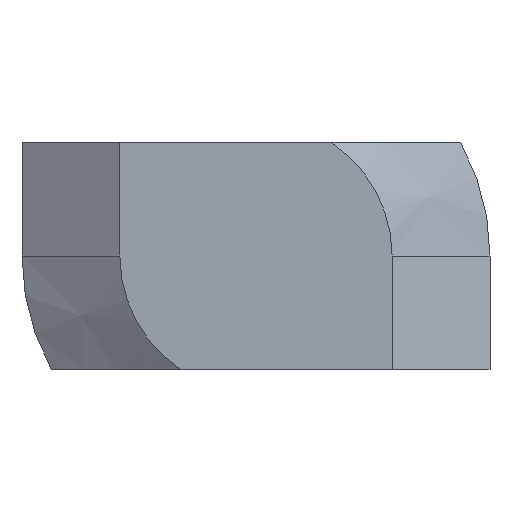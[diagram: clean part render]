
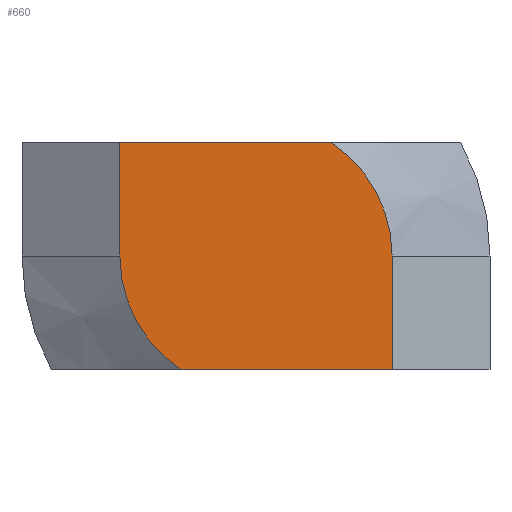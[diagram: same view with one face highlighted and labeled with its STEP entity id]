
A CAD part, front view. The second image highlights one B-rep face of the part: STEP entity #660.
In plain terms, the highlighted planar face has unit normal (0, -1, 0).
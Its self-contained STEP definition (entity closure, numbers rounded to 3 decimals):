
#9 = DIRECTION ( 'NONE',  ( -1., 0., 0. ) ) ;
#22 = DIRECTION ( 'NONE',  ( 0., 0., 1. ) ) ;
#37 = PLANE ( 'NONE',  #563 ) ;
#38 = DIRECTION ( 'NONE',  ( 0., -1., 0. ) ) ;
#43 = VERTEX_POINT ( 'NONE', #249 ) ;
#47 = ORIENTED_EDGE ( 'NONE', *, *, #310, .T. ) ;
#48 = VERTEX_POINT ( 'NONE', #586 ) ;
#78 = LINE ( 'NONE', #315, #282 ) ;
#108 = LINE ( 'NONE', #176, #624 ) ;
#141 = CARTESIAN_POINT ( 'NONE',  ( -4.8, 0., 0. ) ) ;
#144 = CARTESIAN_POINT ( 'NONE',  ( 4.8, 0., -8.25 ) ) ;
#156 = EDGE_LOOP ( 'NONE', ( #221, #627, #239, #407, #185, #47 ) ) ;
#176 = CARTESIAN_POINT ( 'NONE',  ( 8.25, 0., 4. ) ) ;
#185 = ORIENTED_EDGE ( 'NONE', *, *, #736, .T. ) ;
#221 = ORIENTED_EDGE ( 'NONE', *, *, #422, .F. ) ;
#229 = DIRECTION ( 'NONE',  ( 0., 0., -1. ) ) ;
#239 = ORIENTED_EDGE ( 'NONE', *, *, #579, .T. ) ;
#248 = AXIS2_PLACEMENT_3D ( 'NONE', #461, #38, #324 ) ;
#249 = CARTESIAN_POINT ( 'NONE',  ( 2.653, 0., 4. ) ) ;
#252 = DIRECTION ( 'NONE',  ( 0., -1., 0. ) ) ;
#254 = EDGE_CURVE ( 'NONE', #681, #48, #78, .T. ) ;
#266 = DIRECTION ( 'NONE',  ( 0., 1., 0. ) ) ;
#282 = VECTOR ( 'NONE', #496, 1000. ) ;
#299 = CARTESIAN_POINT ( 'NONE',  ( 0., 0., 0. ) ) ;
#310 = EDGE_CURVE ( 'NONE', #583, #43, #371, .T. ) ;
#315 = CARTESIAN_POINT ( 'NONE',  ( 8.25, 0., -4. ) ) ;
#324 = DIRECTION ( 'NONE',  ( 1., 0., 0. ) ) ;
#326 = CARTESIAN_POINT ( 'NONE',  ( 8.25, 0., 4. ) ) ;
#331 = CIRCLE ( 'NONE', #651, 4.8 ) ;
#371 = CIRCLE ( 'NONE', #248, 4.8 ) ;
#374 = CARTESIAN_POINT ( 'NONE',  ( -4.8, 0., 4. ) ) ;
#406 = CARTESIAN_POINT ( 'NONE',  ( -4.8, 0., 4. ) ) ;
#407 = ORIENTED_EDGE ( 'NONE', *, *, #254, .T. ) ;
#422 = EDGE_CURVE ( 'NONE', #517, #43, #108, .T. ) ;
#439 = CARTESIAN_POINT ( 'NONE',  ( -2.653, 0., -4. ) ) ;
#452 = EDGE_CURVE ( 'NONE', #517, #588, #693, .T. ) ;
#461 = CARTESIAN_POINT ( 'NONE',  ( 0., 0., 0. ) ) ;
#470 = VECTOR ( 'NONE', #229, 1000. ) ;
#496 = DIRECTION ( 'NONE',  ( 1., 0., 0. ) ) ;
#501 = VECTOR ( 'NONE', #676, 1000. ) ;
#517 = VERTEX_POINT ( 'NONE', #374 ) ;
#529 = DIRECTION ( 'NONE',  ( 1., 0., 0. ) ) ;
#554 = FACE_OUTER_BOUND ( 'NONE', #156, .T. ) ;
#563 = AXIS2_PLACEMENT_3D ( 'NONE', #326, #266, #22 ) ;
#579 = EDGE_CURVE ( 'NONE', #588, #681, #331, .T. ) ;
#583 = VERTEX_POINT ( 'NONE', #607 ) ;
#586 = CARTESIAN_POINT ( 'NONE',  ( 4.8, 0., -4. ) ) ;
#588 = VERTEX_POINT ( 'NONE', #141 ) ;
#607 = CARTESIAN_POINT ( 'NONE',  ( 4.8, 0., 0. ) ) ;
#617 = LINE ( 'NONE', #144, #501 ) ;
#624 = VECTOR ( 'NONE', #529, 1000. ) ;
#627 = ORIENTED_EDGE ( 'NONE', *, *, #452, .T. ) ;
#651 = AXIS2_PLACEMENT_3D ( 'NONE', #299, #252, #9 ) ;
#660 = ADVANCED_FACE ( 'NONE', ( #554 ), #37, .F. ) ;
#676 = DIRECTION ( 'NONE',  ( 0., 0., 1. ) ) ;
#681 = VERTEX_POINT ( 'NONE', #439 ) ;
#693 = LINE ( 'NONE', #406, #470 ) ;
#736 = EDGE_CURVE ( 'NONE', #48, #583, #617, .T. ) ;
